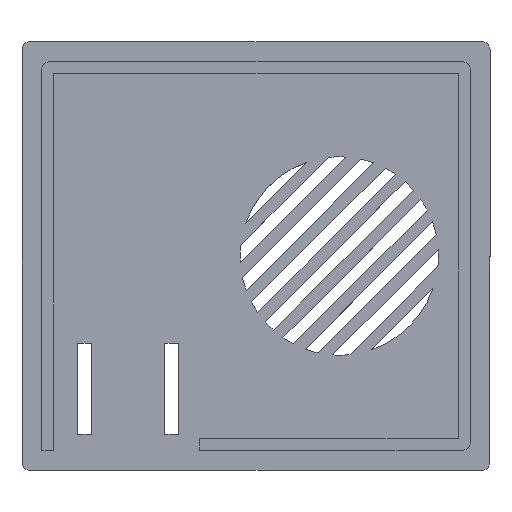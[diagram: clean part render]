
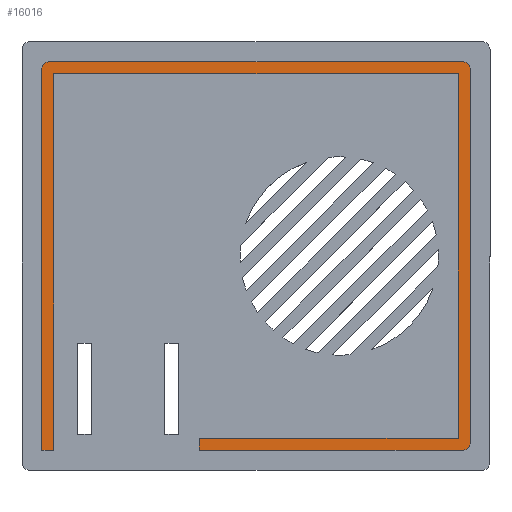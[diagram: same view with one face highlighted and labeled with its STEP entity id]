
A CAD part, top view. The second image highlights one B-rep face of the part: STEP entity #16016.
In plain terms, the highlighted face is planar.
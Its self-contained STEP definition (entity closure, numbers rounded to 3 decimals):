
#593 = LINE ( 'NONE', #11508, #14822 ) ;
#749 = CARTESIAN_POINT ( 'NONE',  ( -54., -4., 49. ) ) ;
#1386 = EDGE_CURVE ( 'NONE', #14208, #12977, #22348, .T. ) ;
#1423 = VECTOR ( 'NONE', #7064, 1000. ) ;
#1449 = CARTESIAN_POINT ( 'NONE',  ( 14.297, -4., 49. ) ) ;
#1779 = DIRECTION ( 'NONE',  ( 0., 0., 1. ) ) ;
#2055 = CARTESIAN_POINT ( 'NONE',  ( 54., -4., -47. ) ) ;
#2056 = LINE ( 'NONE', #3487, #18820 ) ;
#2120 = EDGE_CURVE ( 'NONE', #22873, #17000, #22621, .T. ) ;
#2492 = ORIENTED_EDGE ( 'NONE', *, *, #17199, .T. ) ;
#2721 = CARTESIAN_POINT ( 'NONE',  ( -51., -4., 46. ) ) ;
#2950 = VERTEX_POINT ( 'NONE', #2721 ) ;
#3030 = EDGE_LOOP ( 'NONE', ( #7061, #19549, #25180, #7874, #25282, #24193, #11730, #6710, #12378, #2492, #26013, #24336, #18492 ) ) ;
#3182 = DIRECTION ( 'NONE',  ( 0., 0., -1. ) ) ;
#3384 = DIRECTION ( 'NONE',  ( 0., 0., -1. ) ) ;
#3451 = DIRECTION ( 'NONE',  ( 0., 0., -1. ) ) ;
#3487 = CARTESIAN_POINT ( 'NONE',  ( 14.297, -4., 49. ) ) ;
#3714 = DIRECTION ( 'NONE',  ( -1., 0., 0. ) ) ;
#3734 = LINE ( 'NONE', #3980, #18587 ) ;
#3980 = CARTESIAN_POINT ( 'NONE',  ( -51., -4., 46. ) ) ;
#4040 = VECTOR ( 'NONE', #12335, 1000. ) ;
#4179 = VERTEX_POINT ( 'NONE', #7764 ) ;
#4376 = CARTESIAN_POINT ( 'NONE',  ( 51., -4., -46. ) ) ;
#4868 = CARTESIAN_POINT ( 'NONE',  ( -54., -4., -47. ) ) ;
#5013 = VERTEX_POINT ( 'NONE', #7524 ) ;
#5240 = FACE_OUTER_BOUND ( 'NONE', #3030, .T. ) ;
#5335 = AXIS2_PLACEMENT_3D ( 'NONE', #13411, #25698, #3182 ) ;
#5494 = DIRECTION ( 'NONE',  ( -1., 0., 0. ) ) ;
#5845 = VECTOR ( 'NONE', #5494, 1000. ) ;
#6083 = EDGE_CURVE ( 'NONE', #17000, #14208, #13303, .T. ) ;
#6710 = ORIENTED_EDGE ( 'NONE', *, *, #14217, .F. ) ;
#7061 = ORIENTED_EDGE ( 'NONE', *, *, #6083, .T. ) ;
#7064 = DIRECTION ( 'NONE',  ( -1., 0., 0. ) ) ;
#7324 = CARTESIAN_POINT ( 'NONE',  ( 52., -4., -47. ) ) ;
#7524 = CARTESIAN_POINT ( 'NONE',  ( 14.297, -4., 46. ) ) ;
#7764 = CARTESIAN_POINT ( 'NONE',  ( -54., -4., 47. ) ) ;
#7805 = VECTOR ( 'NONE', #17114, 1000. ) ;
#7874 = ORIENTED_EDGE ( 'NONE', *, *, #17039, .T. ) ;
#8707 = CARTESIAN_POINT ( 'NONE',  ( -52., -4., 49. ) ) ;
#8773 = CARTESIAN_POINT ( 'NONE',  ( 51., -4., 49. ) ) ;
#9259 = DIRECTION ( 'NONE',  ( 0., 0., -1. ) ) ;
#9369 = CARTESIAN_POINT ( 'NONE',  ( -54., -4., -49. ) ) ;
#10977 = DIRECTION ( 'NONE',  ( 0., -1., 0. ) ) ;
#11294 = AXIS2_PLACEMENT_3D ( 'NONE', #17003, #10977, #21081 ) ;
#11385 = DIRECTION ( 'NONE',  ( 0., -1., 0. ) ) ;
#11508 = CARTESIAN_POINT ( 'NONE',  ( 51., -4., 46. ) ) ;
#11730 = ORIENTED_EDGE ( 'NONE', *, *, #22882, .F. ) ;
#11958 = EDGE_CURVE ( 'NONE', #21753, #12623, #24943, .T. ) ;
#12335 = DIRECTION ( 'NONE',  ( 1., 0., 0. ) ) ;
#12356 = LINE ( 'NONE', #17594, #25945 ) ;
#12378 = ORIENTED_EDGE ( 'NONE', *, *, #26060, .F. ) ;
#12623 = VERTEX_POINT ( 'NONE', #4376 ) ;
#12977 = VERTEX_POINT ( 'NONE', #2055 ) ;
#13303 = LINE ( 'NONE', #9369, #19026 ) ;
#13411 = CARTESIAN_POINT ( 'NONE',  ( 0., -4., 0. ) ) ;
#13496 = DIRECTION ( 'NONE',  ( 0., -1., 0. ) ) ;
#13541 = DIRECTION ( 'NONE',  ( 1., 0., 0. ) ) ;
#13657 = EDGE_CURVE ( 'NONE', #12623, #16558, #593, .T. ) ;
#13715 = DIRECTION ( 'NONE',  ( 0., 0., -1. ) ) ;
#13781 = CIRCLE ( 'NONE', #11294, 2. ) ;
#14117 = CARTESIAN_POINT ( 'NONE',  ( 54., -4., 49. ) ) ;
#14208 = VERTEX_POINT ( 'NONE', #15782 ) ;
#14217 = EDGE_CURVE ( 'NONE', #5013, #2950, #3734, .T. ) ;
#14822 = VECTOR ( 'NONE', #24135, 1000. ) ;
#14874 = AXIS2_PLACEMENT_3D ( 'NONE', #7324, #11385, #3384 ) ;
#15782 = CARTESIAN_POINT ( 'NONE',  ( 52., -4., -49. ) ) ;
#15794 = VECTOR ( 'NONE', #1779, 1000. ) ;
#16016 = ADVANCED_FACE ( 'NONE', ( #5240 ), #25528, .T. ) ;
#16069 = CARTESIAN_POINT ( 'NONE',  ( -51., -4., -46. ) ) ;
#16172 = CARTESIAN_POINT ( 'NONE',  ( 54., -4., 49. ) ) ;
#16558 = VERTEX_POINT ( 'NONE', #8773 ) ;
#16586 = LINE ( 'NONE', #749, #1423 ) ;
#17000 = VERTEX_POINT ( 'NONE', #18857 ) ;
#17003 = CARTESIAN_POINT ( 'NONE',  ( -52., -4., 47. ) ) ;
#17039 = EDGE_CURVE ( 'NONE', #19553, #16558, #16586, .T. ) ;
#17114 = DIRECTION ( 'NONE',  ( 0., 0., -1. ) ) ;
#17199 = EDGE_CURVE ( 'NONE', #21604, #20980, #17221, .T. ) ;
#17221 = LINE ( 'NONE', #21996, #5845 ) ;
#17594 = CARTESIAN_POINT ( 'NONE',  ( -54., -4., 49. ) ) ;
#18033 = LINE ( 'NONE', #14117, #15794 ) ;
#18178 = CARTESIAN_POINT ( 'NONE',  ( -51., -4., -46. ) ) ;
#18492 = ORIENTED_EDGE ( 'NONE', *, *, #2120, .T. ) ;
#18587 = VECTOR ( 'NONE', #3714, 1000. ) ;
#18820 = VECTOR ( 'NONE', #13715, 1000. ) ;
#18857 = CARTESIAN_POINT ( 'NONE',  ( -52., -4., -49. ) ) ;
#18983 = CARTESIAN_POINT ( 'NONE',  ( -51., -4., 46. ) ) ;
#19026 = VECTOR ( 'NONE', #13541, 1000. ) ;
#19549 = ORIENTED_EDGE ( 'NONE', *, *, #1386, .T. ) ;
#19553 = VERTEX_POINT ( 'NONE', #16172 ) ;
#20980 = VERTEX_POINT ( 'NONE', #8707 ) ;
#21081 = DIRECTION ( 'NONE',  ( 0., 0., -1. ) ) ;
#21118 = LINE ( 'NONE', #18983, #7805 ) ;
#21604 = VERTEX_POINT ( 'NONE', #1449 ) ;
#21669 = EDGE_CURVE ( 'NONE', #4179, #22873, #12356, .T. ) ;
#21753 = VERTEX_POINT ( 'NONE', #16069 ) ;
#21996 = CARTESIAN_POINT ( 'NONE',  ( -54., -4., 49. ) ) ;
#22166 = EDGE_CURVE ( 'NONE', #12977, #19553, #18033, .T. ) ;
#22348 = CIRCLE ( 'NONE', #14874, 2. ) ;
#22621 = CIRCLE ( 'NONE', #26182, 2. ) ;
#22873 = VERTEX_POINT ( 'NONE', #4868 ) ;
#22882 = EDGE_CURVE ( 'NONE', #2950, #21753, #21118, .T. ) ;
#23554 = CARTESIAN_POINT ( 'NONE',  ( -52., -4., -47. ) ) ;
#24135 = DIRECTION ( 'NONE',  ( 0., 0., 1. ) ) ;
#24193 = ORIENTED_EDGE ( 'NONE', *, *, #11958, .F. ) ;
#24336 = ORIENTED_EDGE ( 'NONE', *, *, #21669, .T. ) ;
#24549 = EDGE_CURVE ( 'NONE', #20980, #4179, #13781, .T. ) ;
#24943 = LINE ( 'NONE', #18178, #4040 ) ;
#25180 = ORIENTED_EDGE ( 'NONE', *, *, #22166, .T. ) ;
#25282 = ORIENTED_EDGE ( 'NONE', *, *, #13657, .F. ) ;
#25528 = PLANE ( 'NONE',  #5335 ) ;
#25698 = DIRECTION ( 'NONE',  ( 0., -1., 0. ) ) ;
#25945 = VECTOR ( 'NONE', #9259, 1000. ) ;
#26013 = ORIENTED_EDGE ( 'NONE', *, *, #24549, .T. ) ;
#26060 = EDGE_CURVE ( 'NONE', #21604, #5013, #2056, .T. ) ;
#26182 = AXIS2_PLACEMENT_3D ( 'NONE', #23554, #13496, #3451 ) ;
